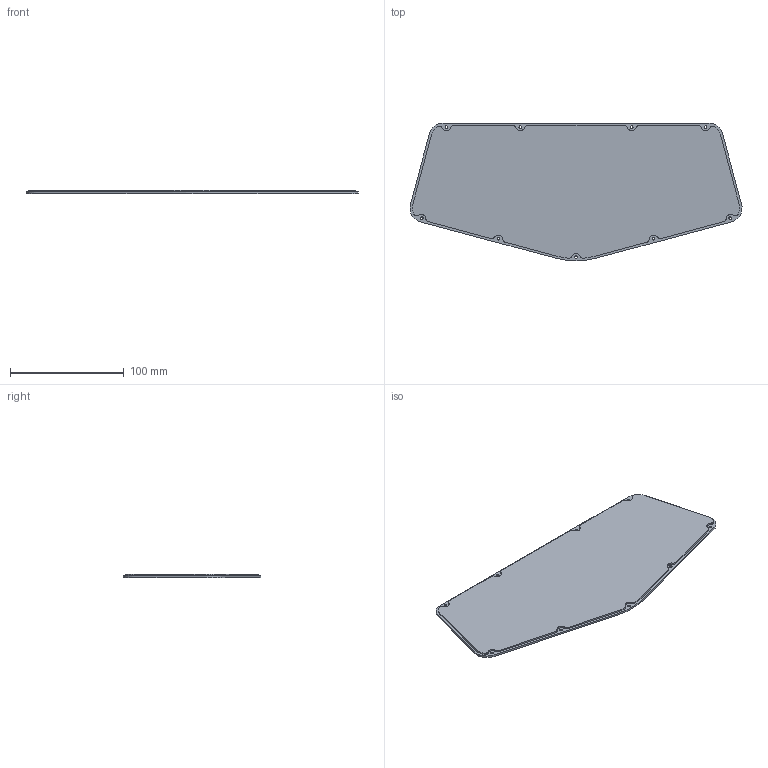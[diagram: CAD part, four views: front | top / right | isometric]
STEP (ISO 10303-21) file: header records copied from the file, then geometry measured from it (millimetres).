
FILE_DESCRIPTION(('FreeCAD Model'),'2;1');
FILE_NAME('Open CASCADE Shape Model','2025-12-02T02:56:50',(''),(''), 'Open CASCADE STEP processor 7.8','FreeCAD','Unknown');
FILE_SCHEMA(('AUTOMOTIVE_DESIGN { 1 0 10303 214 1 1 1 1 }'));
Length unit declared in the file: millimetre
Products named in the file (1): bottom
Bounding box: 291.71 x 120.88 x 3 mm (x, y, z)
Volume: 80655.5 mm3; surface area: 62714.6 mm2
Topology: 1 solids, 1 shells, 126 faces, 339 edges, 223 vertices
Faces by surface type: cylinder 79, plane 38, cone 9
Full cylindrical faces by diameter (mm): 2.4 x9
Entity records: 4078 total; most frequent: DIRECTION 760, CARTESIAN_POINT 689, ORIENTED_EDGE 678, EDGE_CURVE 339, AXIS2_PLACEMENT_3D 294, VERTEX_POINT 223, LINE 172, VECTOR 172
